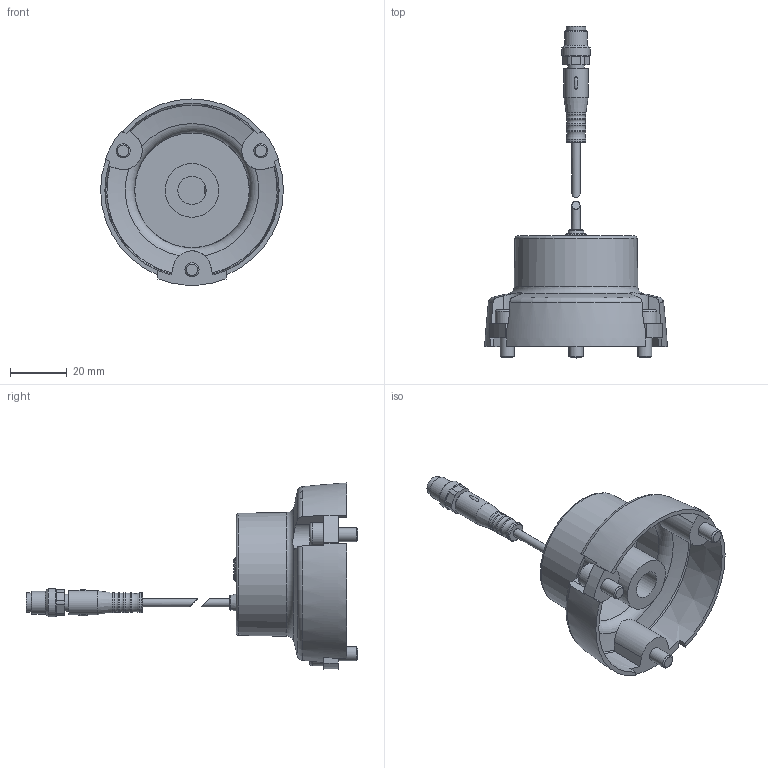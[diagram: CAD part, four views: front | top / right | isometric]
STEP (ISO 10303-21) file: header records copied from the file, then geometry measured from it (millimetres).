
FILE_DESCRIPTION(/* description */ ('STEP AP214'),/* implementation_level */ '2;1');
FILE_NAME(/* name */ '2393548_SRBS-Q12-25-E270-EP-1-S-M8',/* time_stamp */ '2024-09-15T14:35:12+02:00',/* author */ ('License CC BY-ND 4.0'),/* organization */ ('CADENAS'),/* preprocessor_version */ 'ST-DEVELOPER v19.3',/* originating_system */ 'PARTsolutions',/* authorisation */ ' ');
FILE_SCHEMA (('AUTOMOTIVE_DESIGN {1 0 10303 214 3 1 1}'));
Length unit declared in the file: millimetre
Products named in the file (4): 2393548 SRBS-Q12-25-E270-EP-1-S-M8; 2790688 SRBS-Q12-25; 2536520 SRBS-Q12-25; 3400129 SRBS-Q12-25-M8
Assembly tree (3 placements, depth 2):
  2393548 SRBS-Q12-25-E270-EP-1-S-M8
    2790688 SRBS-Q12-25
    2536520 SRBS-Q12-25
    3400129 SRBS-Q12-25-M8
Bounding box: 64.5 x 117.1 x 65.66 mm (x, y, z)
Volume: 29304.3 mm3; surface area: 22269.9 mm2
Topology: 3 solids, 3 shells, 193 faces, 456 edges, 292 vertices
Faces by surface type: plane 98, cylinder 42, torus 34, cone 15, sphere 4
Full cylindrical faces by diameter (mm): 1 x4, 2 x2, 2.9 x2, 5 x3, 5.775 x1, 5.9 x1, 6.9 x1, 7 x5, 8 x1, 8.5 x4, 10 x2, 19 x1
Entity records: 6546 total; most frequent: CARTESIAN_POINT 1162, DIRECTION 844, ORIENTED_EDGE 754, EDGE_CURVE 377, AXIS2_PLACEMENT_3D 347, EDGE_LOOP 276, FACE_BOUND 276, VERTEX_POINT 273
